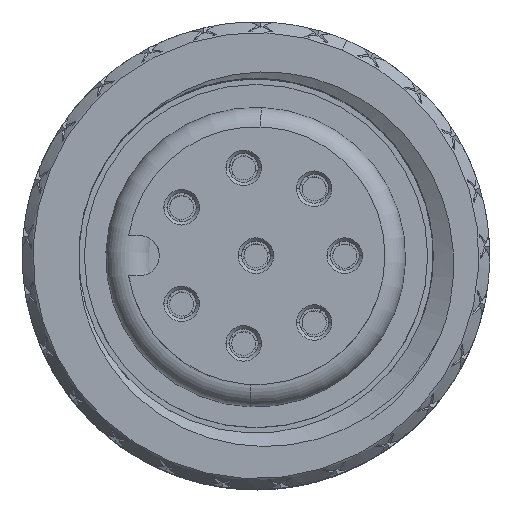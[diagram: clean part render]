
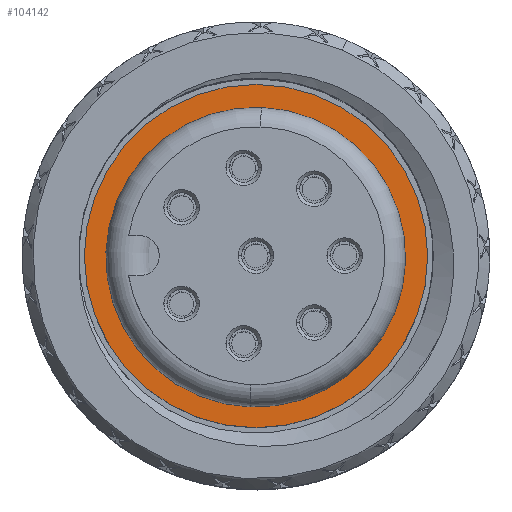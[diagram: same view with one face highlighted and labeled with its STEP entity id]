
A CAD part, top view. The second image highlights one B-rep face of the part: STEP entity #104142.
In plain terms, the highlighted planar face has unit normal (0, 0, 1).
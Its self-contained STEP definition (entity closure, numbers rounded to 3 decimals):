
#5837 = CIRCLE ( 'NONE', #92598, 4. ) ;
#12819 = EDGE_CURVE ( 'NONE', #32183, #129026, #150242, .T. ) ;
#16404 = CIRCLE ( 'NONE', #23580, 4. ) ;
#16789 = FACE_BOUND ( 'NONE', #35032, .T. ) ;
#17768 = VERTEX_POINT ( 'NONE', #25204 ) ;
#23580 = AXIS2_PLACEMENT_3D ( 'NONE', #47203, #133865, #58134 ) ;
#25204 = CARTESIAN_POINT ( 'NONE',  ( -4., 0., 9.7 ) ) ;
#29360 = CARTESIAN_POINT ( 'NONE',  ( 0., 0., 9.7 ) ) ;
#31875 = DIRECTION ( 'NONE',  ( 1., 0., 0. ) ) ;
#32183 = VERTEX_POINT ( 'NONE', #118121 ) ;
#35032 = EDGE_LOOP ( 'NONE', ( #59369, #70866 ) ) ;
#37502 = ORIENTED_EDGE ( 'NONE', *, *, #12819, .T. ) ;
#47203 = CARTESIAN_POINT ( 'NONE',  ( 0., 0., 9.7 ) ) ;
#54533 = DIRECTION ( 'NONE',  ( 0., 0., -1. ) ) ;
#58134 = DIRECTION ( 'NONE',  ( -1., 0., 0. ) ) ;
#59369 = ORIENTED_EDGE ( 'NONE', *, *, #107529, .T. ) ;
#68274 = EDGE_CURVE ( 'NONE', #129026, #32183, #115006, .T. ) ;
#68687 = DIRECTION ( 'NONE',  ( -1., 0., 0. ) ) ;
#69676 = CARTESIAN_POINT ( 'NONE',  ( 0., 0., 9.7 ) ) ;
#70866 = ORIENTED_EDGE ( 'NONE', *, *, #143821, .T. ) ;
#77574 = AXIS2_PLACEMENT_3D ( 'NONE', #105218, #103580, #91572 ) ;
#84710 = ORIENTED_EDGE ( 'NONE', *, *, #68274, .T. ) ;
#86056 = AXIS2_PLACEMENT_3D ( 'NONE', #29360, #142893, #141811 ) ;
#91356 = FACE_OUTER_BOUND ( 'NONE', #142908, .T. ) ;
#91572 = DIRECTION ( 'NONE',  ( -1., 0., 0. ) ) ;
#92598 = AXIS2_PLACEMENT_3D ( 'NONE', #131283, #54533, #68687 ) ;
#98931 = AXIS2_PLACEMENT_3D ( 'NONE', #69676, #106956, #31875 ) ;
#103580 = DIRECTION ( 'NONE',  ( 0., 0., -1. ) ) ;
#104142 = ADVANCED_FACE ( 'NONE', ( #91356, #16789 ), #118420, .F. ) ;
#105218 = CARTESIAN_POINT ( 'NONE',  ( 0., 0., 9.7 ) ) ;
#106956 = DIRECTION ( 'NONE',  ( 0., 0., 1. ) ) ;
#107529 = EDGE_CURVE ( 'NONE', #17768, #150820, #16404, .T. ) ;
#115006 = CIRCLE ( 'NONE', #86056, 5.325 ) ;
#118121 = CARTESIAN_POINT ( 'NONE',  ( 5.325, 0., 9.7 ) ) ;
#118420 = PLANE ( 'NONE',  #77574 ) ;
#127666 = CARTESIAN_POINT ( 'NONE',  ( -5.325, 0., 9.7 ) ) ;
#129026 = VERTEX_POINT ( 'NONE', #127666 ) ;
#131283 = CARTESIAN_POINT ( 'NONE',  ( 0., 0., 9.7 ) ) ;
#133865 = DIRECTION ( 'NONE',  ( 0., 0., -1. ) ) ;
#139713 = CARTESIAN_POINT ( 'NONE',  ( 4., 0., 9.7 ) ) ;
#141811 = DIRECTION ( 'NONE',  ( 1., 0., 0. ) ) ;
#142893 = DIRECTION ( 'NONE',  ( 0., 0., 1. ) ) ;
#142908 = EDGE_LOOP ( 'NONE', ( #37502, #84710 ) ) ;
#143821 = EDGE_CURVE ( 'NONE', #150820, #17768, #5837, .T. ) ;
#150242 = CIRCLE ( 'NONE', #98931, 5.325 ) ;
#150820 = VERTEX_POINT ( 'NONE', #139713 ) ;
